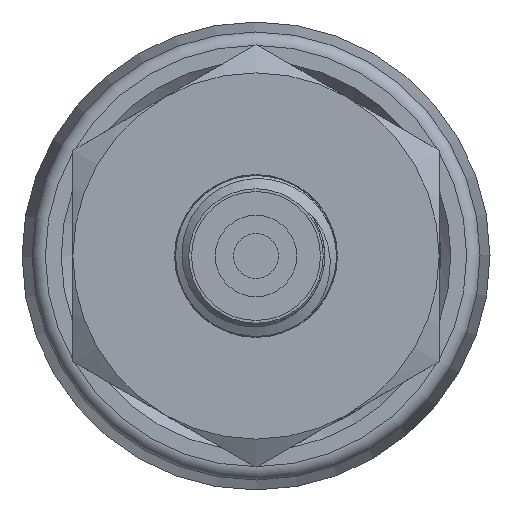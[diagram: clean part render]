
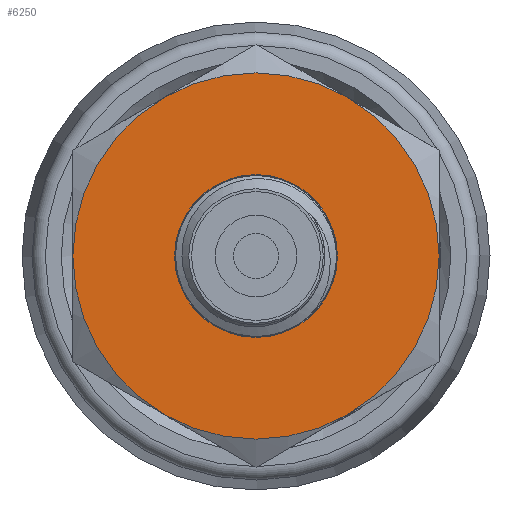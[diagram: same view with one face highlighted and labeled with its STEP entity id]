
A CAD part, left-side view. The second image highlights one B-rep face of the part: STEP entity #6250.
In plain terms, the highlighted face is planar.
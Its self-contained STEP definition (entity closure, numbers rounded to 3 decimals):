
#814=FACE_BOUND('',#2305,.T.);
#1564=PLANE('',#6531);
#1916=FACE_OUTER_BOUND('',#2304,.T.);
#2304=EDGE_LOOP('',(#5856));
#2305=EDGE_LOOP('',(#5857));
#2431=CIRCLE('',#6530,13.5);
#2432=CIRCLE('',#6532,6.);
#3056=VERTEX_POINT('',#19212);
#3057=VERTEX_POINT('',#19216);
#3993=EDGE_CURVE('',#3056,#3056,#2431,.T.);
#3995=EDGE_CURVE('',#3057,#3057,#2432,.T.);
#5856=ORIENTED_EDGE('',*,*,#3993,.T.);
#5857=ORIENTED_EDGE('',*,*,#3995,.F.);
#6250=ADVANCED_FACE('',(#1916,#814),#1564,.T.);
#6530=AXIS2_PLACEMENT_3D('',#19213,#7293,#7294);
#6531=AXIS2_PLACEMENT_3D('',#19215,#7296,#7297);
#6532=AXIS2_PLACEMENT_3D('',#19217,#7298,#7299);
#7293=DIRECTION('center_axis',(1.,0.,0.));
#7294=DIRECTION('ref_axis',(0.,0.,-1.));
#7296=DIRECTION('center_axis',(1.,0.,0.));
#7297=DIRECTION('ref_axis',(0.,0.,-1.));
#7298=DIRECTION('center_axis',(1.,0.,0.));
#7299=DIRECTION('ref_axis',(0.,0.,-1.));
#19212=CARTESIAN_POINT('',(-11.,-13.5,0.));
#19213=CARTESIAN_POINT('Origin',(-11.,0.,0.));
#19215=CARTESIAN_POINT('Origin',(-11.,6.,0.));
#19216=CARTESIAN_POINT('',(-11.,0.,6.));
#19217=CARTESIAN_POINT('Origin',(-11.,0.,0.));
